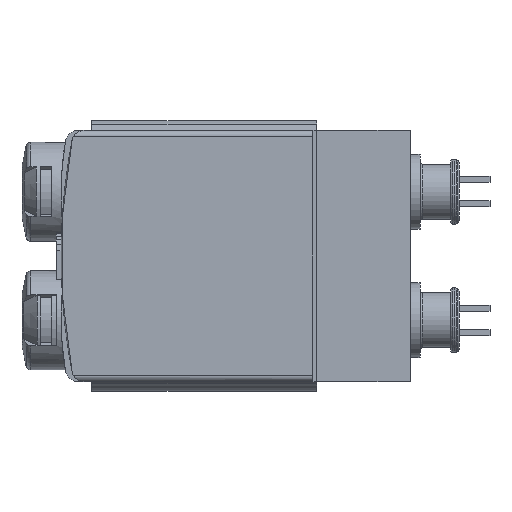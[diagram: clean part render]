
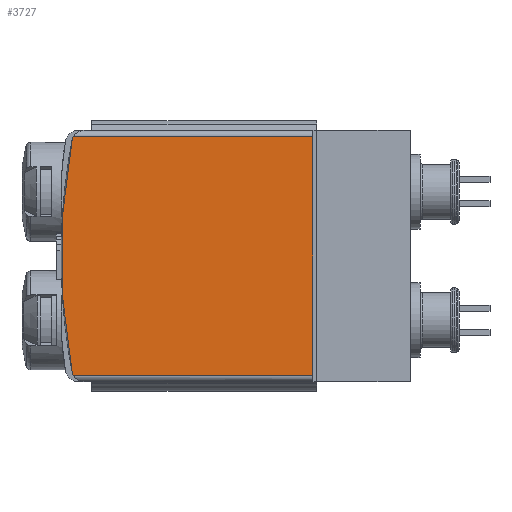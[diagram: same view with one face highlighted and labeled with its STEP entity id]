
A CAD part, left-side view. The second image highlights one B-rep face of the part: STEP entity #3727.
In plain terms, the highlighted planar face has unit normal (-1, 0, 0).
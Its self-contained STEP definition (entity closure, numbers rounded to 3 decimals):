
#38=PLANE('',#4041);
#293=LINE('',#5890,#636);
#295=LINE('',#5893,#638);
#296=LINE('',#5895,#639);
#636=VECTOR('',#4609,1000.);
#638=VECTOR('',#4613,1000.);
#639=VECTOR('',#4614,1000.);
#920=CIRCLE('',#3956,50.);
#971=CIRCLE('',#4038,1.);
#973=CIRCLE('',#4042,1.);
#1231=ORIENTED_EDGE('',*,*,#2309,.F.);
#1232=ORIENTED_EDGE('',*,*,#2310,.F.);
#1233=ORIENTED_EDGE('',*,*,#2311,.F.);
#1234=ORIENTED_EDGE('',*,*,#2168,.F.);
#1235=ORIENTED_EDGE('',*,*,#2305,.F.);
#1236=ORIENTED_EDGE('',*,*,#2307,.T.);
#2168=EDGE_CURVE('',#2713,#2714,#920,.T.);
#2305=EDGE_CURVE('',#2840,#2713,#971,.T.);
#2307=EDGE_CURVE('',#2840,#2841,#293,.T.);
#2309=EDGE_CURVE('',#2843,#2841,#295,.T.);
#2310=EDGE_CURVE('',#2844,#2843,#296,.T.);
#2311=EDGE_CURVE('',#2714,#2844,#973,.T.);
#2713=VERTEX_POINT('',#5564);
#2714=VERTEX_POINT('',#5566);
#2840=VERTEX_POINT('',#5884);
#2841=VERTEX_POINT('',#5888);
#2843=VERTEX_POINT('',#5894);
#2844=VERTEX_POINT('',#5896);
#3125=EDGE_LOOP('',(#1231,#1232,#1233,#1234,#1235,#1236));
#3408=FACE_BOUND('',#3125,.T.);
#3727=ADVANCED_FACE('',(#3408),#38,.F.);
#3956=AXIS2_PLACEMENT_3D('',#5565,#4377,#4378);
#4038=AXIS2_PLACEMENT_3D('',#5885,#4603,#4604);
#4041=AXIS2_PLACEMENT_3D('',#5892,#4611,#4612);
#4042=AXIS2_PLACEMENT_3D('',#5897,#4615,#4616);
#4377=DIRECTION('',(1.,0.,0.));
#4378=DIRECTION('',(0.,0.,-1.));
#4603=DIRECTION('',(1.,0.,0.));
#4604=DIRECTION('',(0.,0.,-1.));
#4609=DIRECTION('',(0.,-1.,0.));
#4611=DIRECTION('',(1.,0.,0.));
#4612=DIRECTION('',(0.,0.,-1.));
#4613=DIRECTION('',(0.,0.,-1.));
#4614=DIRECTION('',(0.,-1.,0.));
#4615=DIRECTION('',(1.,0.,0.));
#4616=DIRECTION('',(0.,0.,-1.));
#5564=CARTESIAN_POINT('',(0.,19.951,-9.439));
#5565=CARTESIAN_POINT('',(0.,-29.15,0.));
#5566=CARTESIAN_POINT('',(0.,19.951,9.439));
#5884=CARTESIAN_POINT('',(0.,19.835,-9.75));
#5885=CARTESIAN_POINT('',(0.,18.969,-9.25));
#5888=CARTESIAN_POINT('',(0.,0.3,-9.75));
#5890=CARTESIAN_POINT('',(0.,23.,-9.75));
#5892=CARTESIAN_POINT('',(0.,23.,-9.75));
#5893=CARTESIAN_POINT('',(0.,0.3,-9.75));
#5894=CARTESIAN_POINT('',(0.,0.3,9.75));
#5895=CARTESIAN_POINT('',(0.,23.,9.75));
#5896=CARTESIAN_POINT('',(0.,19.835,9.75));
#5897=CARTESIAN_POINT('',(0.,18.969,9.25));
